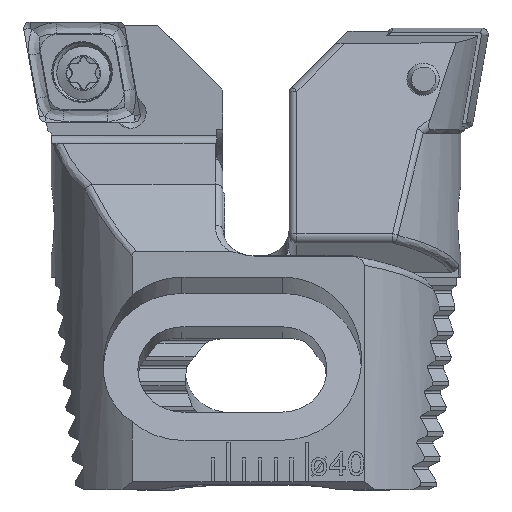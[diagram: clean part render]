
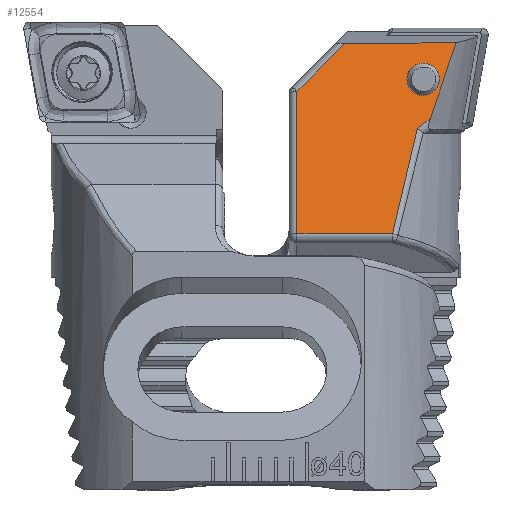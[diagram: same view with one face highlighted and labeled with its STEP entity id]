
A CAD part, top view. The second image highlights one B-rep face of the part: STEP entity #12554.
In plain terms, the highlighted face is planar.
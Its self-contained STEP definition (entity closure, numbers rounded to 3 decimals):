
#313 = EDGE_CURVE ( 'NONE', #19001, #4452, #15663, .T. ) ;
#505 = CARTESIAN_POINT ( 'NONE',  ( 2.043, -1.329, -6.027 ) ) ;
#920 = CARTESIAN_POINT ( 'NONE',  ( 12.15, -4.413, -6.853 ) ) ;
#972 = CARTESIAN_POINT ( 'NONE',  ( 3.93, -2.636, -6.377 ) ) ;
#1388 = ORIENTED_EDGE ( 'NONE', *, *, #13196, .T. ) ;
#1654 = CARTESIAN_POINT ( 'NONE',  ( 29.25, -0.147, -5.71 ) ) ;
#1790 = LINE ( 'NONE', #16808, #20018 ) ;
#2188 = VECTOR ( 'NONE', #20323, 1000. ) ;
#2292 = ORIENTED_EDGE ( 'NONE', *, *, #10878, .T. ) ;
#2439 = LINE ( 'NONE', #4062, #9543 ) ;
#2586 = VERTEX_POINT ( 'NONE', #19243 ) ;
#3140 = VERTEX_POINT ( 'NONE', #17550 ) ;
#3168 = CARTESIAN_POINT ( 'NONE',  ( 29.25, -13.434, -9.271 ) ) ;
#3477 = EDGE_CURVE ( 'NONE', #19001, #14954, #2439, .T. ) ;
#3559 =( BOUNDED_CURVE ( )  B_SPLINE_CURVE ( 3, ( #5531, #8974, #5671, #505 ),
 .UNSPECIFIED., .F., .F. ) 
 B_SPLINE_CURVE_WITH_KNOTS ( ( 4, 4 ),
 ( 4.16, 4.277 ),
 .UNSPECIFIED. ) 
 CURVE ( )  GEOMETRIC_REPRESENTATION_ITEM ( )  RATIONAL_B_SPLINE_CURVE ( ( 1., 0.999, 0.999, 1. ) ) 
 REPRESENTATION_ITEM ( '' )  );
#3798 = CARTESIAN_POINT ( 'NONE',  ( 3.96, -6.377, -7.38 ) ) ;
#4009 = CARTESIAN_POINT ( 'NONE',  ( 4.23, -6.572, -7.432 ) ) ;
#4062 = CARTESIAN_POINT ( 'NONE',  ( 18.197, -10.459, -8.473 ) ) ;
#4408 = ORIENTED_EDGE ( 'NONE', *, *, #19787, .T. ) ;
#4452 = VERTEX_POINT ( 'NONE', #13589 ) ;
#5375 = CARTESIAN_POINT ( 'NONE',  ( 29.24, -1.51, -6.075 ) ) ;
#5480 = EDGE_CURVE ( 'NONE', #14954, #16431, #1790, .T. ) ;
#5531 = CARTESIAN_POINT ( 'NONE',  ( 3.691, -6.18, -7.327 ) ) ;
#5671 = CARTESIAN_POINT ( 'NONE',  ( 2.576, -3.002, -6.475 ) ) ;
#5849 = CARTESIAN_POINT ( 'NONE',  ( 5.939, -2.243, -6.272 ) ) ;
#6063 = CARTESIAN_POINT ( 'NONE',  ( 2.342, -5.041, -7.022 ) ) ;
#6641 = DIRECTION ( 'NONE',  ( 0., -0.966, -0.259 ) ) ;
#6761 = CARTESIAN_POINT ( 'NONE',  ( 3.93, -2.636, -6.377 ) ) ;
#7601 = EDGE_LOOP ( 'NONE', ( #4408 ) ) ;
#7738 = CARTESIAN_POINT ( 'NONE',  ( 4.503, -6.763, -7.483 ) ) ;
#8255 = DIRECTION ( 'NONE',  ( -1., 0., 0. ) ) ;
#8418 = FACE_OUTER_BOUND ( 'NONE', #12408, .T. ) ;
#8974 = CARTESIAN_POINT ( 'NONE',  ( 3.126, -4.621, -6.909 ) ) ;
#9016 = CARTESIAN_POINT ( 'NONE',  ( 3.691, -6.18, -7.327 ) ) ;
#9535 = VECTOR ( 'NONE', #8255, 1000. ) ;
#9543 = VECTOR ( 'NONE', #15953, 1000. ) ;
#10107 = PLANE ( 'NONE',  #10609 ) ;
#10609 = AXIS2_PLACEMENT_3D ( 'NONE', #1654, #13466, #11615 ) ;
#10802 = CARTESIAN_POINT ( 'NONE',  ( 4.968, -9.178, -8.13 ) ) ;
#10878 = EDGE_CURVE ( 'NONE', #16431, #13467, #14065, .T. ) ;
#10985 = CARTESIAN_POINT ( 'NONE',  ( 6.361, -4.255, -6.811 ) ) ;
#11142 = CARTESIAN_POINT ( 'NONE',  ( 3.93, -2.636, -6.377 ) ) ;
#11615 = DIRECTION ( 'NONE',  ( 0., -0.966, -0.259 ) ) ;
#11883 = ORIENTED_EDGE ( 'NONE', *, *, #3477, .T. ) ;
#12114 = FACE_BOUND ( 'NONE', #7601, .T. ) ;
#12408 = EDGE_LOOP ( 'NONE', ( #19517, #1388, #15950, #11883, #16353, #2292, #17770 ) ) ;
#12554 = ADVANCED_FACE ( 'NONE', ( #12114, #8418 ), #10107, .F. ) ;
#12599 = CARTESIAN_POINT ( 'NONE',  ( 5.495, -11.409, -8.728 ) ) ;
#13196 = EDGE_CURVE ( 'NONE', #3140, #4452, #3559, .T. ) ;
#13466 = DIRECTION ( 'NONE',  ( 0., -0.259, 0.966 ) ) ;
#13467 = VERTEX_POINT ( 'NONE', #20243 ) ;
#13589 = CARTESIAN_POINT ( 'NONE',  ( 2.043, -1.329, -6.027 ) ) ;
#14065 = LINE ( 'NONE', #3168, #9535 ) ;
#14069 =( BOUNDED_CURVE ( )  B_SPLINE_CURVE ( 3, ( #11142, #15963, #6063, #19561, #10985, #5849, #972 ),
 .UNSPECIFIED., .T., .T. ) 
 B_SPLINE_CURVE_WITH_KNOTS ( ( 4, 3, 4 ),
 ( 0., 3.142, 6.283 ),
 .UNSPECIFIED. ) 
 CURVE ( )  GEOMETRIC_REPRESENTATION_ITEM ( )  RATIONAL_B_SPLINE_CURVE ( ( 1., 0.333, 0.333, 1., 0.333, 0.333, 1. ) ) 
 REPRESENTATION_ITEM ( '' )  );
#14423 = EDGE_CURVE ( 'NONE', #13467, #2586, #18973, .T. ) ;
#14954 = VERTEX_POINT ( 'NONE', #920 ) ;
#15612 = EDGE_CURVE ( 'NONE', #2586, #3140, #20912, .T. ) ;
#15663 = LINE ( 'NONE', #5375, #2188 ) ;
#15901 = CARTESIAN_POINT ( 'NONE',  ( 4.503, -6.763, -7.483 ) ) ;
#15926 = CARTESIAN_POINT ( 'NONE',  ( 12.15, -13.434, -9.271 ) ) ;
#15950 = ORIENTED_EDGE ( 'NONE', *, *, #313, .F. ) ;
#15953 = DIRECTION ( 'NONE',  ( 0.695, -0.695, -0.186 ) ) ;
#15963 = CARTESIAN_POINT ( 'NONE',  ( 1.92, -3.029, -6.483 ) ) ;
#15997 = CARTESIAN_POINT ( 'NONE',  ( 6.078, -13.434, -9.271 ) ) ;
#16353 = ORIENTED_EDGE ( 'NONE', *, *, #5480, .T. ) ;
#16431 = VERTEX_POINT ( 'NONE', #15926 ) ;
#16808 = CARTESIAN_POINT ( 'NONE',  ( 12.15, -0.147, -5.71 ) ) ;
#17550 = CARTESIAN_POINT ( 'NONE',  ( 3.691, -6.18, -7.327 ) ) ;
#17770 = ORIENTED_EDGE ( 'NONE', *, *, #14423, .T. ) ;
#17992 = VERTEX_POINT ( 'NONE', #6761 ) ;
#18718 = CARTESIAN_POINT ( 'NONE',  ( 9.113, -1.376, -6.039 ) ) ;
#18973 =( BOUNDED_CURVE ( )  B_SPLINE_CURVE ( 3, ( #15997, #12599, #10802, #7738 ),
 .UNSPECIFIED., .F., .F. ) 
 B_SPLINE_CURVE_WITH_KNOTS ( ( 4, 4 ),
 ( 3.891, 4.09 ),
 .UNSPECIFIED. ) 
 CURVE ( )  GEOMETRIC_REPRESENTATION_ITEM ( )  RATIONAL_B_SPLINE_CURVE ( ( 1., 0.997, 0.997, 1. ) ) 
 REPRESENTATION_ITEM ( '' )  );
#19001 = VERTEX_POINT ( 'NONE', #18718 ) ;
#19243 = CARTESIAN_POINT ( 'NONE',  ( 4.503, -6.763, -7.483 ) ) ;
#19517 = ORIENTED_EDGE ( 'NONE', *, *, #15612, .T. ) ;
#19561 = CARTESIAN_POINT ( 'NONE',  ( 4.351, -4.648, -6.916 ) ) ;
#19787 = EDGE_CURVE ( 'NONE', #17992, #17992, #14069, .T. ) ;
#20018 = VECTOR ( 'NONE', #6641, 1000. ) ;
#20243 = CARTESIAN_POINT ( 'NONE',  ( 6.078, -13.434, -9.271 ) ) ;
#20323 = DIRECTION ( 'NONE',  ( -1., 0.007, 0.002 ) ) ;
#20912 = B_SPLINE_CURVE_WITH_KNOTS ( 'NONE', 3,
 ( #15901, #4009, #3798, #9016 ),
 .UNSPECIFIED., .F., .F.,
 ( 4, 4 ),
 ( 0., 0.001 ),
 .UNSPECIFIED. ) ;
